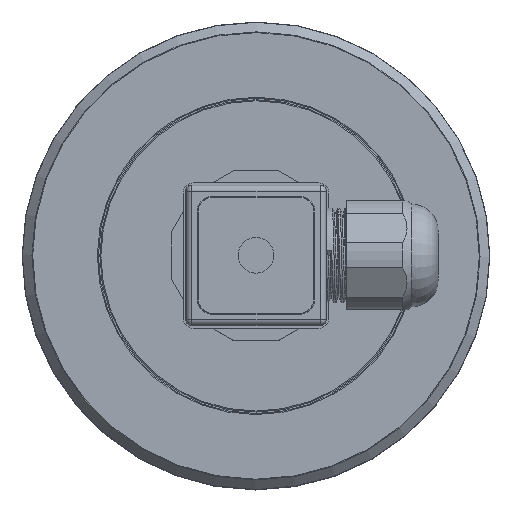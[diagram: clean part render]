
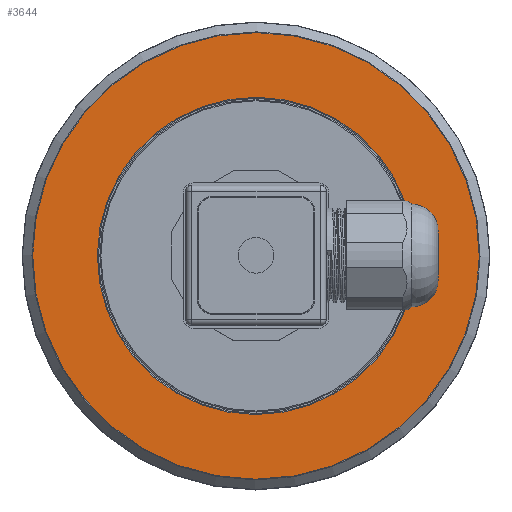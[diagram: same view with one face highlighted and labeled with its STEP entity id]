
A CAD part, top view. The second image highlights one B-rep face of the part: STEP entity #3644.
In plain terms, the highlighted planar face has unit normal (0, 0, 1).
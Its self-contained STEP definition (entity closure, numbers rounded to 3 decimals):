
#3644=ADVANCED_FACE('',(#8547,#8549),#8551,.T.);
#8547=FACE_BOUND('',#8548,.T.);
#8548=EDGE_LOOP('',(#14332));
#8549=FACE_BOUND('',#8550,.T.);
#8550=EDGE_LOOP('',(#14333));
#8551=PLANE('',#8552);
#8552=AXIS2_PLACEMENT_3D('',#8553,#8554,#8555);
#8553=CARTESIAN_POINT('',(0.,0.,0.));
#8554=DIRECTION('',(0.,0.,1.));
#8555=DIRECTION('',(1.,0.,0.));
#14332=ORIENTED_EDGE('',*,*,#15854,.T.);
#14333=ORIENTED_EDGE('',*,*,#15855,.F.);
#15854=EDGE_CURVE('',#17403,#17403,#17404,.T.);
#15855=EDGE_CURVE('',#17405,#17405,#17406,.T.);
#17403=VERTEX_POINT('',#20846);
#17404=CIRCLE('',#20847,43.917);
#17405=VERTEX_POINT('',#20851);
#17406=CIRCLE('',#20852,31.2);
#20846=CARTESIAN_POINT('',(43.917,0.,0.));
#20847=AXIS2_PLACEMENT_3D('',#20848,#20849,#20850);
#20848=CARTESIAN_POINT('',(0.,0.,0.));
#20849=DIRECTION('',(0.,0.,1.));
#20850=DIRECTION('',(1.,0.,0.));
#20851=CARTESIAN_POINT('',(31.2,0.,0.));
#20852=AXIS2_PLACEMENT_3D('',#20853,#20854,#20855);
#20853=CARTESIAN_POINT('',(0.,0.,0.));
#20854=DIRECTION('',(0.,0.,1.));
#20855=DIRECTION('',(1.,0.,0.));
